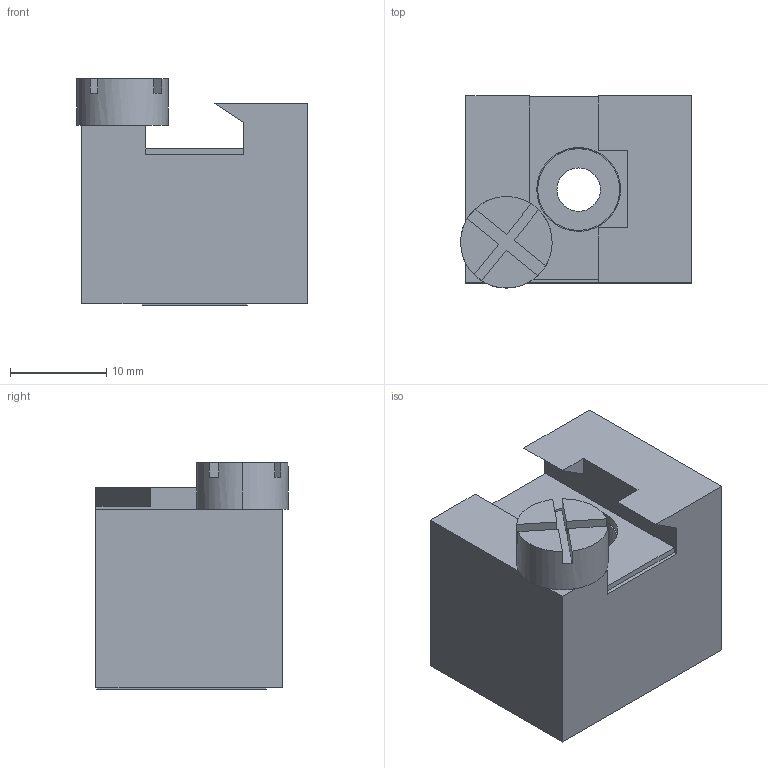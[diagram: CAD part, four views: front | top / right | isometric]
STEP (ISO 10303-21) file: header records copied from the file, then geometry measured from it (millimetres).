
FILE_DESCRIPTION(/* description */ ('Alibre Inc.'),/* implementation_level */ '2;1');
FILE_NAME(/* name */ 'export-7999D915-C13E-4543-94BF-AED15C0EE76C',/* time_stamp */ '2023-04-15T11:24:06+02:00',/* author */ (''),/* organization */ (''),/* preprocessor_version */ 'ST-DEVELOPER v17',/* originating_system */ 'Alibre',/* authorisation */ '');
FILE_SCHEMA (('AUTOMOTIVE_DESIGN'));
Length unit declared in the file: millimetre
Products named in the file (1): AB_SS_M-select
Bounding box: 23.95 x 19.95 x 23.55 mm (x, y, z)
Volume: 7708.1 mm3; surface area: 3406.1 mm2
Topology: 1 solids, 1 shells, 61 faces, 157 edges, 102 vertices
Faces by surface type: plane 49, cylinder 12
Entity records: 1844 total; most frequent: CARTESIAN_POINT 318, ORIENTED_EDGE 314, DIRECTION 266, EDGE_CURVE 157, VECTOR 117, LINE 117, VERTEX_POINT 102, AXIS2_PLACEMENT_3D 99
